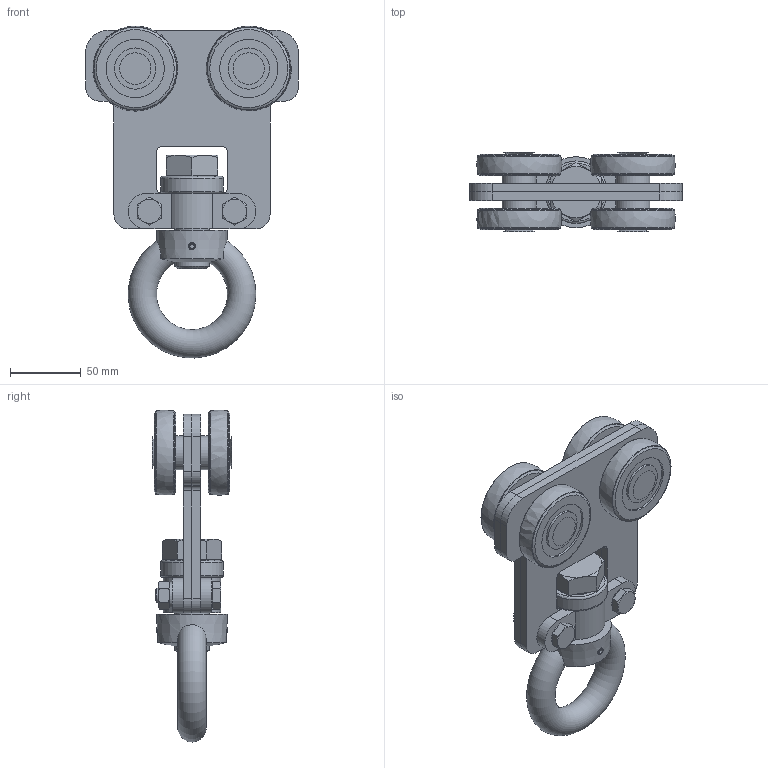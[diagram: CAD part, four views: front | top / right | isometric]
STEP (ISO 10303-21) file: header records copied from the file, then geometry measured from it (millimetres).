
FILE_DESCRIPTION(('STEP AP214'),'1');
FILE_NAME('PMH Åkvagn 624Ri.stp','2013-08-05T12:43:38',(' '),(' '),'Spatial InterOp 3D',' ',' ');
FILE_SCHEMA(('automotive_design'));
Length unit declared in the file: millimetre
Products named in the file (29): PMH Profilskena akvagn 624Ri; NAUO28; NAUO27; NAUO26; NAUO25; NAUO24; NAUO23; NAUO22; NAUO21; NAUO20; NAUO19; NAUO18; NAUO17; NAUO16; NAUO15; NAUO14; NAUO13; NAUO12; NAUO11; NAUO10; NAUO9; NAUO8; NAUO7; NAUO6; NAUO5; NAUO4; NAUO3; NAUO2; NAUO1
Assembly tree (28 placements, depth 2):
  PMH Profilskena akvagn 624Ri
    NAUO28
    NAUO27
    NAUO26
    NAUO25
    NAUO24
    NAUO23
    NAUO22
    NAUO21
    NAUO20
    NAUO19
    NAUO18
    NAUO17
    NAUO16
    NAUO15
    NAUO14
    NAUO13
    NAUO12
    NAUO11
    NAUO10
    NAUO9
    NAUO8
    NAUO7
    NAUO6
    NAUO5
    NAUO4
    NAUO3
    NAUO2
    NAUO1
Bounding box: 150 x 56 x 233.97 mm (x, y, z)
Volume: 540771.8 mm3; surface area: 171860.9 mm2
Topology: 28 solids, 28 shells, 324 faces, 731 edges, 475 vertices
Faces by surface type: plane 146, cylinder 100, cone 60, torus 14, sphere 4
Full cylindrical faces by diameter (mm): 5 x2, 8.376 x2, 10 x2, 10.5 x8, 16.88 x2, 16.98 x2, 17 x4, 17.2 x8, 17.5 x4, 20.752 x1, 24 x5, 29 x4, 35.84 x1, 41 x8, 44 x1
Entity records: 12560 total; most frequent: CARTESIAN_POINT 2526, DIRECTION 1498, ORIENTED_EDGE 1188, AXIS2_PLACEMENT_3D 631, EDGE_CURVE 594, EDGE_LOOP 500, VERTEX_POINT 442, FACE_OUTER_BOUND 396
